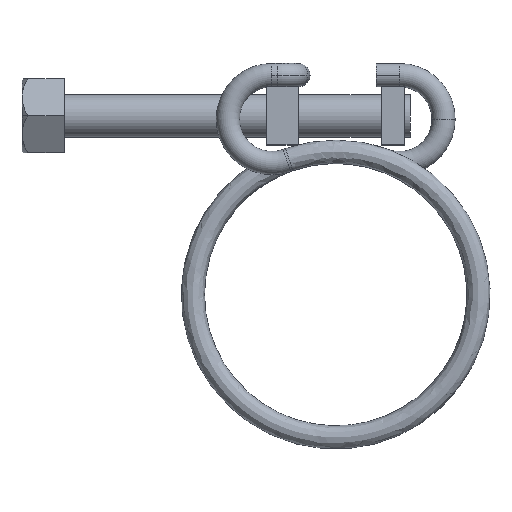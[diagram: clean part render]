
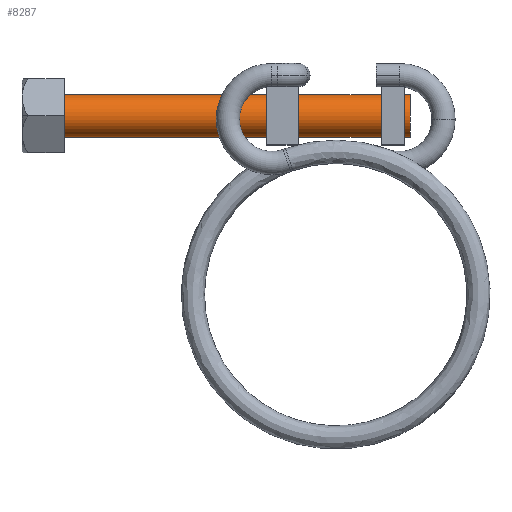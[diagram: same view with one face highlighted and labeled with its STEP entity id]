
A CAD part, top view. The second image highlights one B-rep face of the part: STEP entity #8287.
In plain terms, the highlighted cylindrical face has radius 2 mm (diameter 4 mm), a partial arc.
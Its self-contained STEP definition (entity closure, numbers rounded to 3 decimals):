
#28 = DIRECTION ( 'NONE',  ( -1., 0., 0. ) ) ;
#79 = CIRCLE ( 'NONE', #6425, 2. ) ;
#463 = CARTESIAN_POINT ( 'NONE',  ( -25.661, 16.9, 0. ) ) ;
#592 = DIRECTION ( 'NONE',  ( 0., 1., 0. ) ) ;
#659 = AXIS2_PLACEMENT_3D ( 'NONE', #4598, #6472, #7326 ) ;
#873 = VERTEX_POINT ( 'NONE', #2493 ) ;
#1069 = FACE_OUTER_BOUND ( 'NONE', #3357, .T. ) ;
#1145 = ORIENTED_EDGE ( 'NONE', *, *, #5523, .F. ) ;
#1319 = LINE ( 'NONE', #6892, #6252 ) ;
#2146 = ORIENTED_EDGE ( 'NONE', *, *, #5153, .T. ) ;
#2398 = AXIS2_PLACEMENT_3D ( 'NONE', #463, #7405, #592 ) ;
#2469 = EDGE_CURVE ( 'NONE', #873, #7649, #79, .T. ) ;
#2493 = CARTESIAN_POINT ( 'NONE',  ( 7.039, 18.9, 0. ) ) ;
#2982 = VERTEX_POINT ( 'NONE', #6394 ) ;
#3357 = EDGE_LOOP ( 'NONE', ( #7048, #7944, #2146, #1145 ) ) ;
#3381 = CARTESIAN_POINT ( 'NONE',  ( 7.039, 14.9, 0. ) ) ;
#3454 = CARTESIAN_POINT ( 'NONE',  ( 7.039, 14.9, 0. ) ) ;
#3765 = CYLINDRICAL_SURFACE ( 'NONE', #659, 2. ) ;
#4598 = CARTESIAN_POINT ( 'NONE',  ( 7.039, 16.9, 0. ) ) ;
#4899 = EDGE_CURVE ( 'NONE', #873, #2982, #1319, .T. ) ;
#5153 = EDGE_CURVE ( 'NONE', #2982, #7247, #7855, .T. ) ;
#5316 = DIRECTION ( 'NONE',  ( 1., 0., 0. ) ) ;
#5393 = CARTESIAN_POINT ( 'NONE',  ( 7.039, 16.9, 0. ) ) ;
#5523 = EDGE_CURVE ( 'NONE', #7649, #7247, #6839, .T. ) ;
#6252 = VECTOR ( 'NONE', #28, 1000. ) ;
#6394 = CARTESIAN_POINT ( 'NONE',  ( -25.661, 18.9, 0. ) ) ;
#6425 = AXIS2_PLACEMENT_3D ( 'NONE', #5393, #5316, #8874 ) ;
#6472 = DIRECTION ( 'NONE',  ( -1., 0., 0. ) ) ;
#6839 = LINE ( 'NONE', #3454, #8720 ) ;
#6892 = CARTESIAN_POINT ( 'NONE',  ( 7.039, 18.9, 0. ) ) ;
#7048 = ORIENTED_EDGE ( 'NONE', *, *, #2469, .F. ) ;
#7247 = VERTEX_POINT ( 'NONE', #7482 ) ;
#7326 = DIRECTION ( 'NONE',  ( 0., -1., 0. ) ) ;
#7405 = DIRECTION ( 'NONE',  ( 1., 0., 0. ) ) ;
#7482 = CARTESIAN_POINT ( 'NONE',  ( -25.661, 14.9, 0. ) ) ;
#7648 = DIRECTION ( 'NONE',  ( -1., 0., 0. ) ) ;
#7649 = VERTEX_POINT ( 'NONE', #3381 ) ;
#7855 = CIRCLE ( 'NONE', #2398, 2. ) ;
#7944 = ORIENTED_EDGE ( 'NONE', *, *, #4899, .T. ) ;
#8287 = ADVANCED_FACE ( 'NONE', ( #1069 ), #3765, .T. ) ;
#8720 = VECTOR ( 'NONE', #7648, 1000. ) ;
#8874 = DIRECTION ( 'NONE',  ( 0., 1., 0. ) ) ;
